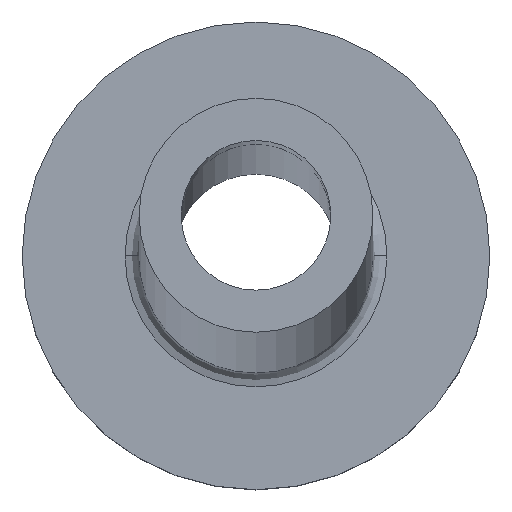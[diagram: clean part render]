
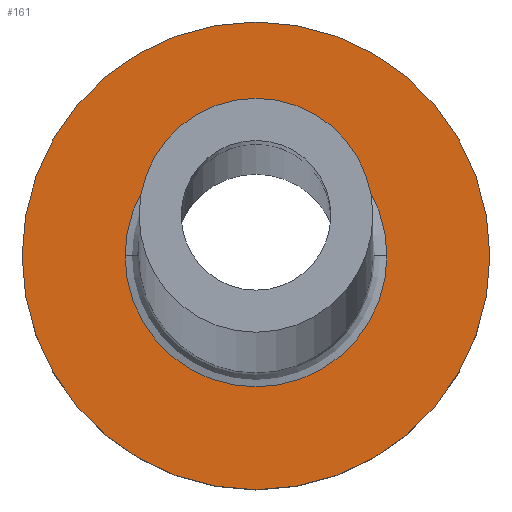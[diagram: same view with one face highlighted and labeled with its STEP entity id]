
A CAD part, top view. The second image highlights one B-rep face of the part: STEP entity #161.
In plain terms, the highlighted planar face has unit normal (0, 0, 1).
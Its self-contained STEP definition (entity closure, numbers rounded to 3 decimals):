
#5 = CARTESIAN_POINT ( 'NONE',  ( -2.8, 0., 3. ) ) ;
#9 = DIRECTION ( 'NONE',  ( 0., 0., 1. ) ) ;
#14 = AXIS2_PLACEMENT_3D ( 'NONE', #376, #57, #199 ) ;
#20 = EDGE_CURVE ( 'NONE', #426, #28, #21, .T. ) ;
#21 = CIRCLE ( 'NONE', #220, 5. ) ;
#27 = CARTESIAN_POINT ( 'NONE',  ( 2.8, 0., 3. ) ) ;
#28 = VERTEX_POINT ( 'NONE', #209 ) ;
#37 = DIRECTION ( 'NONE',  ( 1., 0., 0. ) ) ;
#38 = ORIENTED_EDGE ( 'NONE', *, *, #313, .T. ) ;
#43 = DIRECTION ( 'NONE',  ( 1., 0., 0. ) ) ;
#57 = DIRECTION ( 'NONE',  ( 0., 0., -1. ) ) ;
#66 = DIRECTION ( 'NONE',  ( 0., 0., 1. ) ) ;
#78 = PLANE ( 'NONE',  #332 ) ;
#88 = VERTEX_POINT ( 'NONE', #27 ) ;
#123 = AXIS2_PLACEMENT_3D ( 'NONE', #436, #359, #37 ) ;
#133 = AXIS2_PLACEMENT_3D ( 'NONE', #326, #334, #43 ) ;
#161 = ADVANCED_FACE ( 'NONE', ( #434, #396 ), #78, .T. ) ;
#168 = EDGE_CURVE ( 'NONE', #88, #203, #275, .T. ) ;
#175 = CARTESIAN_POINT ( 'NONE',  ( 0., 0., 3. ) ) ;
#180 = EDGE_CURVE ( 'NONE', #28, #426, #337, .T. ) ;
#181 = DIRECTION ( 'NONE',  ( 1., 0., 0. ) ) ;
#193 = CARTESIAN_POINT ( 'NONE',  ( 0., 0., 3. ) ) ;
#199 = DIRECTION ( 'NONE',  ( 1., 0., 0. ) ) ;
#203 = VERTEX_POINT ( 'NONE', #5 ) ;
#209 = CARTESIAN_POINT ( 'NONE',  ( 5., 0., 3. ) ) ;
#220 = AXIS2_PLACEMENT_3D ( 'NONE', #175, #66, #181 ) ;
#270 = ORIENTED_EDGE ( 'NONE', *, *, #20, .T. ) ;
#275 = CIRCLE ( 'NONE', #123, 2.8 ) ;
#313 = EDGE_CURVE ( 'NONE', #203, #88, #318, .T. ) ;
#318 = CIRCLE ( 'NONE', #14, 2.8 ) ;
#326 = CARTESIAN_POINT ( 'NONE',  ( 0., 0., 3. ) ) ;
#332 = AXIS2_PLACEMENT_3D ( 'NONE', #193, #9, #362 ) ;
#334 = DIRECTION ( 'NONE',  ( 0., 0., 1. ) ) ;
#337 = CIRCLE ( 'NONE', #133, 5. ) ;
#359 = DIRECTION ( 'NONE',  ( 0., 0., -1. ) ) ;
#362 = DIRECTION ( 'NONE',  ( 1., 0., 0. ) ) ;
#376 = CARTESIAN_POINT ( 'NONE',  ( 0., 0., 3. ) ) ;
#377 = ORIENTED_EDGE ( 'NONE', *, *, #180, .T. ) ;
#394 = CARTESIAN_POINT ( 'NONE',  ( -5., 0., 3. ) ) ;
#396 = FACE_OUTER_BOUND ( 'NONE', #449, .T. ) ;
#415 = EDGE_LOOP ( 'NONE', ( #451, #38 ) ) ;
#426 = VERTEX_POINT ( 'NONE', #394 ) ;
#434 = FACE_BOUND ( 'NONE', #415, .T. ) ;
#436 = CARTESIAN_POINT ( 'NONE',  ( 0., 0., 3. ) ) ;
#449 = EDGE_LOOP ( 'NONE', ( #270, #377 ) ) ;
#451 = ORIENTED_EDGE ( 'NONE', *, *, #168, .T. ) ;
